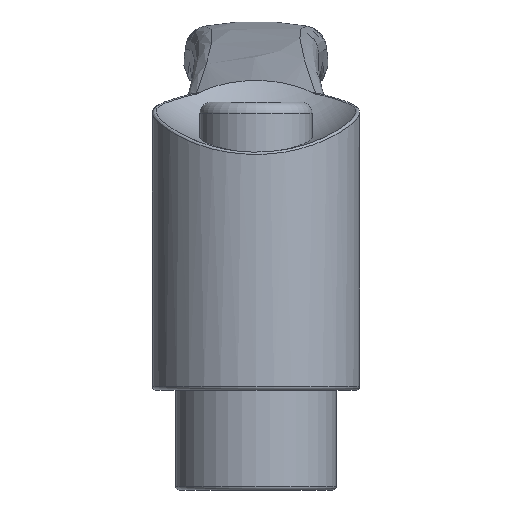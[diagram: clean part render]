
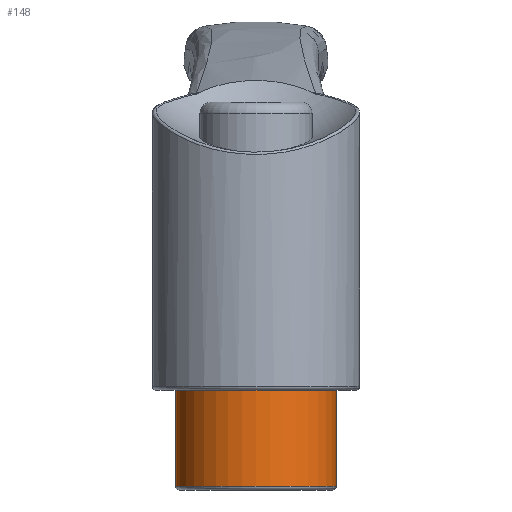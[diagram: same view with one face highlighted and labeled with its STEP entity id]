
A CAD part, left-side view. The second image highlights one B-rep face of the part: STEP entity #148.
In plain terms, the highlighted cylindrical face has radius 10.5 mm (diameter 21 mm), a full revolution.
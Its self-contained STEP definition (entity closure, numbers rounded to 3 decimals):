
#148 = ADVANCED_FACE( '', ( #324, #325 ), #326, .T. );
#324 = FACE_OUTER_BOUND( '', #2330, .T. );
#325 = FACE_OUTER_BOUND( '', #2331, .T. );
#326 = CYLINDRICAL_SURFACE( '', #2332, 10.5 );
#2330 = EDGE_LOOP( '', ( #4340 ) );
#2331 = EDGE_LOOP( '', ( #4341 ) );
#2332 = AXIS2_PLACEMENT_3D( '', #4342, #4343, #4344 );
#4340 = ORIENTED_EDGE( '', *, *, #4622, .T. );
#4341 = ORIENTED_EDGE( '', *, *, #4627, .T. );
#4342 = CARTESIAN_POINT( '', ( 0., 0., -13. ) );
#4343 = DIRECTION( '', ( 0., 0., -1. ) );
#4344 = DIRECTION( '', ( 1., 0., 0. ) );
#4622 = EDGE_CURVE( '', #4860, #4860, #4861, .F. );
#4627 = EDGE_CURVE( '', #4868, #4868, #4869, .F. );
#4860 = VERTEX_POINT( '', #5789 );
#4861 = CIRCLE( '', #5790, 10.5 );
#4868 = VERTEX_POINT( '', #5797 );
#4869 = CIRCLE( '', #5798, 10.5 );
#5789 = CARTESIAN_POINT( '', ( -10.5, 0., -12.5 ) );
#5790 = AXIS2_PLACEMENT_3D( '', #7762, #7763, #7764 );
#5797 = CARTESIAN_POINT( '', ( 10.5, 0., 0. ) );
#5798 = AXIS2_PLACEMENT_3D( '', #7771, #7772, #7773 );
#7762 = CARTESIAN_POINT( '', ( 0., 0., -12.5 ) );
#7763 = DIRECTION( '', ( 0., 0., -1. ) );
#7764 = DIRECTION( '', ( -1., 0., 0. ) );
#7771 = CARTESIAN_POINT( '', ( 0., 0., 0. ) );
#7772 = DIRECTION( '', ( 0., 0., 1. ) );
#7773 = DIRECTION( '', ( 1., 0., 0. ) );
